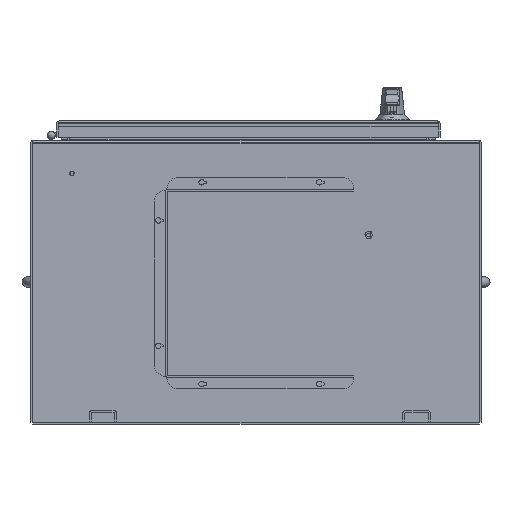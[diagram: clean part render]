
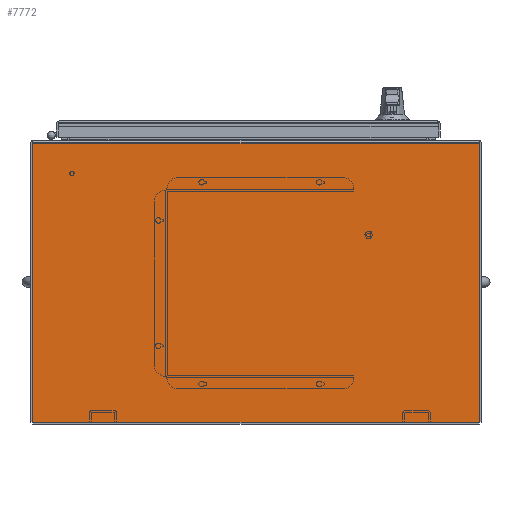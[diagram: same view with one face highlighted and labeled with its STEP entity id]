
A CAD part, front view. The second image highlights one B-rep face of the part: STEP entity #7772.
In plain terms, the highlighted face is planar.
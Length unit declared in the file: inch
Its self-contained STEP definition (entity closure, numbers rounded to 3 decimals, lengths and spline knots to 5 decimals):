
#1965 = VECTOR ( 'NONE', #51436, 39.37008 ) ;
#3208 = ORIENTED_EDGE ( 'NONE', *, *, #54939, .F. ) ;
#5274 = DIRECTION ( 'NONE',  ( 0., -1., 0. ) ) ;
#5591 = EDGE_CURVE ( 'NONE', #22862, #58687, #6738, .T. ) ;
#6738 = LINE ( 'NONE', #58303, #17931 ) ;
#7458 = EDGE_LOOP ( 'NONE', ( #52564, #21297, #3208, #24412 ) ) ;
#7772 = ADVANCED_FACE ( 'NONE', ( #18584 ), #60738, .F. ) ;
#11603 = CARTESIAN_POINT ( 'NONE',  ( 0., 0., -0.125 ) ) ;
#12848 = AXIS2_PLACEMENT_3D ( 'NONE', #61180, #61622, #5274 ) ;
#16147 = CARTESIAN_POINT ( 'NONE',  ( 28.5, -17.815, -0.125 ) ) ;
#17931 = VECTOR ( 'NONE', #42615, 39.37008 ) ;
#18584 = FACE_OUTER_BOUND ( 'NONE', #7458, .T. ) ;
#20451 = VECTOR ( 'NONE', #33727, 39.37008 ) ;
#21297 = ORIENTED_EDGE ( 'NONE', *, *, #5591, .F. ) ;
#22862 = VERTEX_POINT ( 'NONE', #63950 ) ;
#23548 = LINE ( 'NONE', #11603, #1965 ) ;
#24412 = ORIENTED_EDGE ( 'NONE', *, *, #64056, .F. ) ;
#31801 = VERTEX_POINT ( 'NONE', #40497 ) ;
#33515 = CARTESIAN_POINT ( 'NONE',  ( 0., -17.815, -0.125 ) ) ;
#33727 = DIRECTION ( 'NONE',  ( 1., 0., 0. ) ) ;
#34364 = VERTEX_POINT ( 'NONE', #16147 ) ;
#34702 = VECTOR ( 'NONE', #63411, 39.37008 ) ;
#36993 = EDGE_CURVE ( 'NONE', #58687, #34364, #38028, .T. ) ;
#37111 = CARTESIAN_POINT ( 'NONE',  ( 0., -17.815, -0.125 ) ) ;
#38028 = LINE ( 'NONE', #33515, #20451 ) ;
#40497 = CARTESIAN_POINT ( 'NONE',  ( 28.5, 0., -0.125 ) ) ;
#42615 = DIRECTION ( 'NONE',  ( 0., -1., 0. ) ) ;
#49090 = LINE ( 'NONE', #57849, #34702 ) ;
#51436 = DIRECTION ( 'NONE',  ( -1., 0., 0. ) ) ;
#52564 = ORIENTED_EDGE ( 'NONE', *, *, #36993, .F. ) ;
#54939 = EDGE_CURVE ( 'NONE', #31801, #22862, #23548, .T. ) ;
#57849 = CARTESIAN_POINT ( 'NONE',  ( 28.5, 0., -0.125 ) ) ;
#58303 = CARTESIAN_POINT ( 'NONE',  ( 0., 0., -0.125 ) ) ;
#58687 = VERTEX_POINT ( 'NONE', #37111 ) ;
#60738 = PLANE ( 'NONE',  #12848 ) ;
#61180 = CARTESIAN_POINT ( 'NONE',  ( 0., 0., -0.125 ) ) ;
#61622 = DIRECTION ( 'NONE',  ( 0., 0., 1. ) ) ;
#63411 = DIRECTION ( 'NONE',  ( 0., 1., 0. ) ) ;
#63950 = CARTESIAN_POINT ( 'NONE',  ( 0., 0., -0.125 ) ) ;
#64056 = EDGE_CURVE ( 'NONE', #34364, #31801, #49090, .T. ) ;
